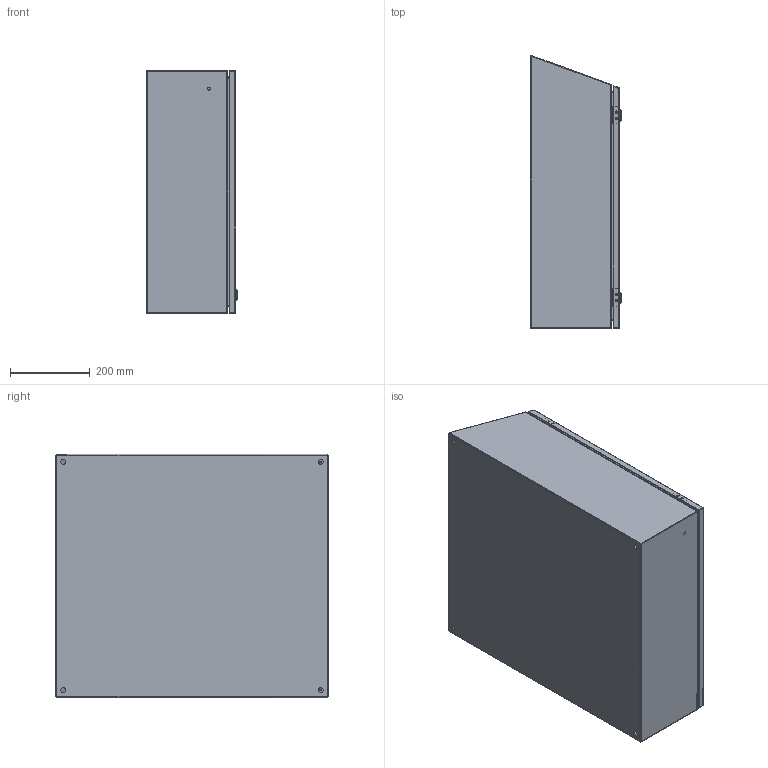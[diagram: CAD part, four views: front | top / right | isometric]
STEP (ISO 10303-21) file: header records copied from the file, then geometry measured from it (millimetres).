
FILE_DESCRIPTION (( 'STEP AP214' ), '1' );
FILE_NAME ('ST24248LG.STEP', '2019-07-15T20:43:25', ( '' ), ( '' ), 'SwSTEP 2.0', 'SolidWorks 2018', '' );
FILE_SCHEMA (( 'AUTOMOTIVE_DESIGN' ));
Length unit declared in the file: inch
Products named in the file (1): ST24248LG
Bounding box: 228.52 x 682.74 x 609.6 mm (x, y, z)
Volume: 2800863.2 mm3; surface area: 3086480.5 mm2
Topology: 27 solids, 28 shells, 789 faces, 1853 edges, 1142 vertices
Faces by surface type: plane 416, cylinder 241, bspline 88, torus 24, cone 20
Entity records: 35217 total; most frequent: CARTESIAN_POINT 6838, ORIENTED_EDGE 3674, DIRECTION 3633, EDGE_CURVE 1837, AXIS2_PLACEMENT_3D 1238, VECTOR 1157, LINE 1157, VERTEX_POINT 1142
